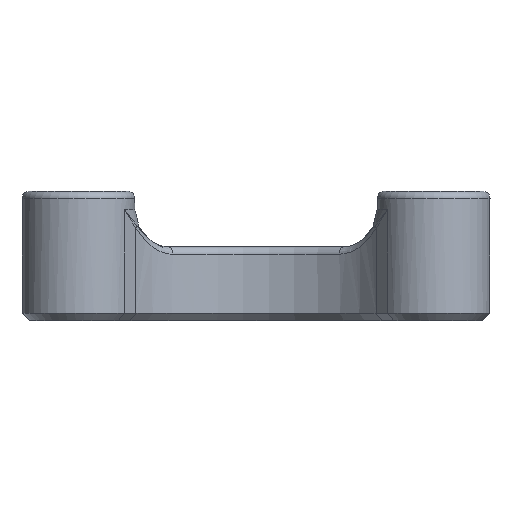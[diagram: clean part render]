
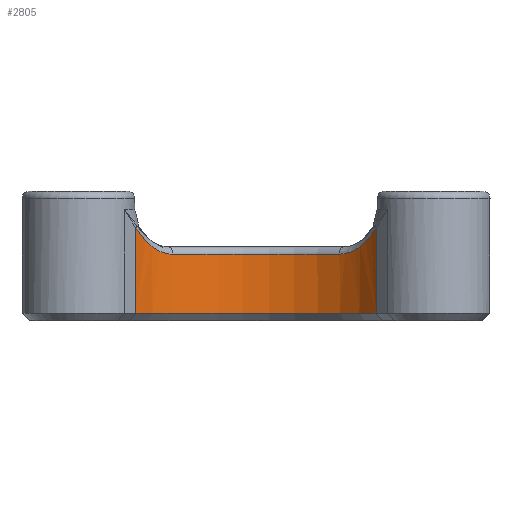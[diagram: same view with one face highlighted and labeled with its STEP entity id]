
A CAD part, front view. The second image highlights one B-rep face of the part: STEP entity #2805.
In plain terms, the highlighted cylindrical face has radius 8 mm (diameter 16 mm), a partial arc.
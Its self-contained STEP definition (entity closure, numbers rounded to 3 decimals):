
#55=CYLINDRICAL_SURFACE('',#2982,8.);
#88=CIRCLE('',#2940,8.);
#110=CIRCLE('',#2983,8.);
#300=B_SPLINE_CURVE_WITH_KNOTS('',3,(#4679,#4680,#4681,#4682,#4683),
 .UNSPECIFIED.,.F.,.F.,(4,1,4),(0.,0.189,
0.331),.UNSPECIFIED.);
#301=B_SPLINE_CURVE_WITH_KNOTS('',3,(#4686,#4687,#4688,#4689,#4690),
 .UNSPECIFIED.,.F.,.F.,(4,1,4),(-0.331,-0.142,0.),
 .UNSPECIFIED.);
#453=FACE_OUTER_BOUND('',#626,.T.);
#626=EDGE_LOOP('',(#2204,#2205,#2206,#2207,#2208,#2209));
#874=LINE('',#4668,#1078);
#875=LINE('',#4677,#1079);
#1078=VECTOR('',#3443,10.);
#1079=VECTOR('',#3446,10.);
#1259=VERTEX_POINT('',#4530);
#1263=VERTEX_POINT('',#4542);
#1301=VERTEX_POINT('',#4667);
#1302=VERTEX_POINT('',#4676);
#1303=VERTEX_POINT('',#4678);
#1304=VERTEX_POINT('',#4684);
#1579=EDGE_CURVE('',#1259,#1263,#88,.T.);
#1639=EDGE_CURVE('',#1301,#1263,#874,.T.);
#1641=EDGE_CURVE('',#1259,#1302,#875,.T.);
#1642=EDGE_CURVE('',#1303,#1302,#300,.T.);
#1643=EDGE_CURVE('',#1304,#1303,#110,.T.);
#1644=EDGE_CURVE('',#1301,#1304,#301,.T.);
#2204=ORIENTED_EDGE('',*,*,#1579,.F.);
#2205=ORIENTED_EDGE('',*,*,#1641,.T.);
#2206=ORIENTED_EDGE('',*,*,#1642,.F.);
#2207=ORIENTED_EDGE('',*,*,#1643,.F.);
#2208=ORIENTED_EDGE('',*,*,#1644,.F.);
#2209=ORIENTED_EDGE('',*,*,#1639,.T.);
#2805=ADVANCED_FACE('',(#453),#55,.F.);
#2940=AXIS2_PLACEMENT_3D('',#4543,#3322,#3323);
#2982=AXIS2_PLACEMENT_3D('',#4675,#3444,#3445);
#2983=AXIS2_PLACEMENT_3D('',#4685,#3447,#3448);
#3322=DIRECTION('center_axis',(0.,0.,1.));
#3323=DIRECTION('ref_axis',(0.,1.,0.));
#3443=DIRECTION('',(0.,0.,-1.));
#3444=DIRECTION('center_axis',(0.,0.,1.));
#3445=DIRECTION('ref_axis',(0.,1.,0.));
#3446=DIRECTION('',(0.,0.,1.));
#3447=DIRECTION('center_axis',(0.,0.,-1.));
#3448=DIRECTION('ref_axis',(0.,1.,0.));
#4530=CARTESIAN_POINT('',(78.091,-2.265,0.4));
#4542=CARTESIAN_POINT('',(65.112,-2.265,0.4));
#4543=CARTESIAN_POINT('Origin',(71.602,-6.944,0.4));
#4667=CARTESIAN_POINT('',(65.112,-2.265,5.007));
#4668=CARTESIAN_POINT('',(65.112,-2.265,0.));
#4675=CARTESIAN_POINT('Origin',(71.602,-6.944,0.));
#4676=CARTESIAN_POINT('',(78.091,-2.265,5.007));
#4677=CARTESIAN_POINT('',(78.091,-2.265,0.));
#4678=CARTESIAN_POINT('',(76.112,-0.337,3.6));
#4679=CARTESIAN_POINT('Ctrl Pts',(76.112,-0.337,3.6));
#4680=CARTESIAN_POINT('Ctrl Pts',(76.608,-0.675,3.6));
#4681=CARTESIAN_POINT('Ctrl Pts',(77.377,-1.353,3.999));
#4682=CARTESIAN_POINT('Ctrl Pts',(77.889,-1.985,4.704));
#4683=CARTESIAN_POINT('Ctrl Pts',(78.091,-2.265,5.007));
#4684=CARTESIAN_POINT('',(67.091,-0.337,3.6));
#4685=CARTESIAN_POINT('Origin',(71.602,-6.944,3.6));
#4686=CARTESIAN_POINT('Ctrl Pts',(65.112,-2.265,5.007));
#4687=CARTESIAN_POINT('Ctrl Pts',(65.382,-1.891,4.603));
#4688=CARTESIAN_POINT('Ctrl Pts',(65.916,-1.255,3.899));
#4689=CARTESIAN_POINT('Ctrl Pts',(66.719,-0.59,3.6));
#4690=CARTESIAN_POINT('Ctrl Pts',(67.091,-0.337,3.6));
